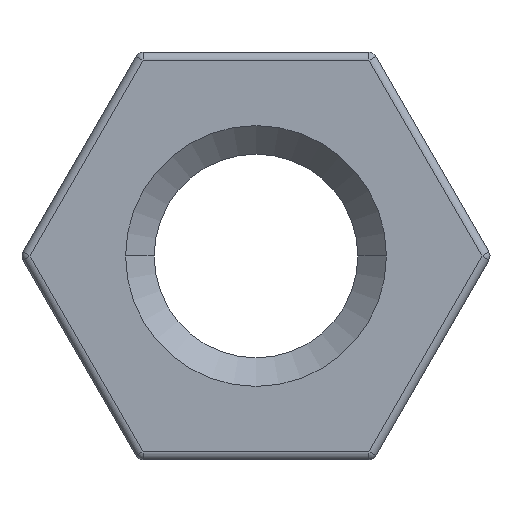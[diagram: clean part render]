
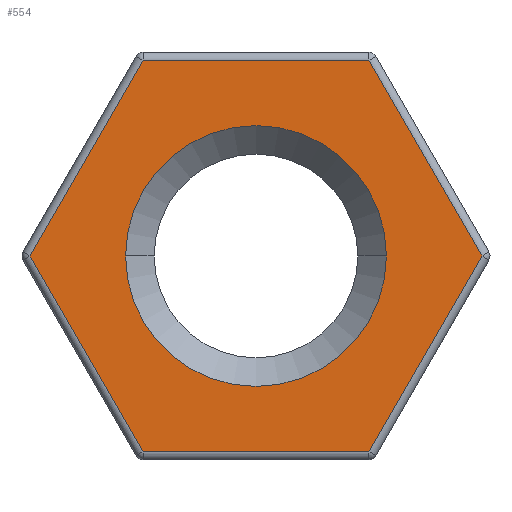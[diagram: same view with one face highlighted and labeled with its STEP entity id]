
A CAD part, left-side view. The second image highlights one B-rep face of the part: STEP entity #554.
In plain terms, the highlighted planar face has unit normal (-1, 0, 0).
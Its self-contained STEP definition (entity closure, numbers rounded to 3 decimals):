
#6 = ORIENTED_EDGE ( 'NONE', *, *, #690, .T. ) ;
#47 = VECTOR ( 'NONE', #423, 1000. ) ;
#57 = AXIS2_PLACEMENT_3D ( 'NONE', #396, #393, #375 ) ;
#108 = VERTEX_POINT ( 'NONE', #747 ) ;
#146 = DIRECTION ( 'NONE',  ( 0., 0.5, 0.866 ) ) ;
#176 = CIRCLE ( 'NONE', #913, 1.6 ) ;
#198 = FACE_OUTER_BOUND ( 'NONE', #727, .T. ) ;
#212 = CARTESIAN_POINT ( 'NONE',  ( 0., 0., -2.4 ) ) ;
#241 = CARTESIAN_POINT ( 'NONE',  ( 0., -2.771, 0. ) ) ;
#242 = EDGE_CURVE ( 'NONE', #1101, #273, #1219, .T. ) ;
#251 = ORIENTED_EDGE ( 'NONE', *, *, #585, .T. ) ;
#255 = ORIENTED_EDGE ( 'NONE', *, *, #565, .T. ) ;
#271 = DIRECTION ( 'NONE',  ( 0., 1., 0. ) ) ;
#273 = VERTEX_POINT ( 'NONE', #347 ) ;
#288 = ORIENTED_EDGE ( 'NONE', *, *, #242, .T. ) ;
#343 = DIRECTION ( 'NONE',  ( 1., 0., 0. ) ) ;
#347 = CARTESIAN_POINT ( 'NONE',  ( 0., 1.6, 0. ) ) ;
#354 = VERTEX_POINT ( 'NONE', #241 ) ;
#375 = DIRECTION ( 'NONE',  ( 0., 1., 0. ) ) ;
#393 = DIRECTION ( 'NONE',  ( 1., 0., 0. ) ) ;
#396 = CARTESIAN_POINT ( 'NONE',  ( 0., 0., 0. ) ) ;
#423 = DIRECTION ( 'NONE',  ( 0., -1., 0. ) ) ;
#433 = CARTESIAN_POINT ( 'NONE',  ( 0., 1.386, -2.4 ) ) ;
#451 = CARTESIAN_POINT ( 'NONE',  ( 0., 2.771, 0. ) ) ;
#464 = CARTESIAN_POINT ( 'NONE',  ( 0., 2.078, -1.2 ) ) ;
#469 = CARTESIAN_POINT ( 'NONE',  ( 0., 1.386, 2.4 ) ) ;
#498 = DIRECTION ( 'NONE',  ( 0., 0.5, -0.866 ) ) ;
#502 = LINE ( 'NONE', #533, #1146 ) ;
#510 = CARTESIAN_POINT ( 'NONE',  ( 0., 0., 0. ) ) ;
#516 = VECTOR ( 'NONE', #627, 1000. ) ;
#520 = CARTESIAN_POINT ( 'NONE',  ( 0., -2.078, 1.2 ) ) ;
#533 = CARTESIAN_POINT ( 'NONE',  ( 0., 2.078, 1.2 ) ) ;
#550 = CARTESIAN_POINT ( 'NONE',  ( 0., -1.386, -2.4 ) ) ;
#554 = ADVANCED_FACE ( 'NONE', ( #198, #834 ), #978, .F. ) ;
#560 = DIRECTION ( 'NONE',  ( 0., -0.5, -0.866 ) ) ;
#565 = EDGE_CURVE ( 'NONE', #1046, #354, #782, .T. ) ;
#585 = EDGE_CURVE ( 'NONE', #1162, #594, #502, .T. ) ;
#594 = VERTEX_POINT ( 'NONE', #451 ) ;
#607 = CARTESIAN_POINT ( 'NONE',  ( 0., 0., 2.4 ) ) ;
#616 = EDGE_CURVE ( 'NONE', #1026, #1046, #1124, .T. ) ;
#618 = CARTESIAN_POINT ( 'NONE',  ( 0., -2.078, -1.2 ) ) ;
#627 = DIRECTION ( 'NONE',  ( 0., 1., 0. ) ) ;
#670 = DIRECTION ( 'NONE',  ( 0., -0.5, 0.866 ) ) ;
#690 = EDGE_CURVE ( 'NONE', #108, #1162, #795, .T. ) ;
#693 = EDGE_CURVE ( 'NONE', #273, #1101, #176, .T. ) ;
#708 = EDGE_CURVE ( 'NONE', #354, #108, #1030, .T. ) ;
#726 = EDGE_CURVE ( 'NONE', #594, #1026, #734, .T. ) ;
#727 = EDGE_LOOP ( 'NONE', ( #1035, #6, #251, #976, #974, #255 ) ) ;
#734 = LINE ( 'NONE', #464, #940 ) ;
#747 = CARTESIAN_POINT ( 'NONE',  ( 0., -1.386, 2.4 ) ) ;
#782 = LINE ( 'NONE', #618, #1241 ) ;
#795 = LINE ( 'NONE', #607, #516 ) ;
#812 = EDGE_LOOP ( 'NONE', ( #916, #288 ) ) ;
#829 = DIRECTION ( 'NONE',  ( 1., 0., 0. ) ) ;
#834 = FACE_BOUND ( 'NONE', #812, .T. ) ;
#909 = DIRECTION ( 'NONE',  ( 0., 1., 0. ) ) ;
#913 = AXIS2_PLACEMENT_3D ( 'NONE', #510, #343, #271 ) ;
#916 = ORIENTED_EDGE ( 'NONE', *, *, #693, .T. ) ;
#940 = VECTOR ( 'NONE', #560, 1000. ) ;
#950 = CARTESIAN_POINT ( 'NONE',  ( 0., -1.6, 0. ) ) ;
#974 = ORIENTED_EDGE ( 'NONE', *, *, #616, .T. ) ;
#976 = ORIENTED_EDGE ( 'NONE', *, *, #726, .T. ) ;
#978 = PLANE ( 'NONE',  #1037 ) ;
#1026 = VERTEX_POINT ( 'NONE', #433 ) ;
#1030 = LINE ( 'NONE', #520, #1182 ) ;
#1035 = ORIENTED_EDGE ( 'NONE', *, *, #708, .T. ) ;
#1037 = AXIS2_PLACEMENT_3D ( 'NONE', #1268, #829, #909 ) ;
#1046 = VERTEX_POINT ( 'NONE', #550 ) ;
#1101 = VERTEX_POINT ( 'NONE', #950 ) ;
#1124 = LINE ( 'NONE', #212, #47 ) ;
#1146 = VECTOR ( 'NONE', #498, 1000. ) ;
#1162 = VERTEX_POINT ( 'NONE', #469 ) ;
#1182 = VECTOR ( 'NONE', #146, 1000. ) ;
#1219 = CIRCLE ( 'NONE', #57, 1.6 ) ;
#1241 = VECTOR ( 'NONE', #670, 1000. ) ;
#1268 = CARTESIAN_POINT ( 'NONE',  ( 0., 0., 0. ) ) ;
